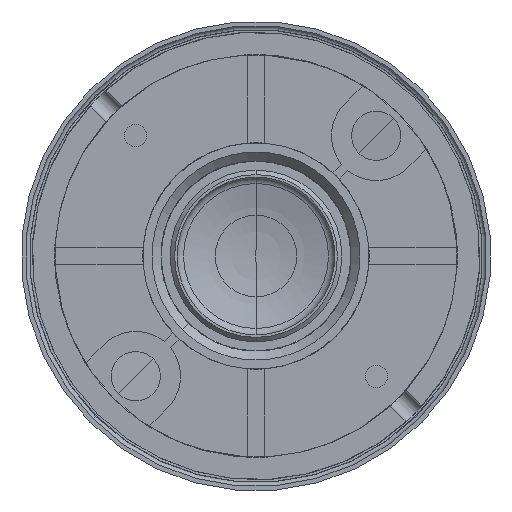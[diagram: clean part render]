
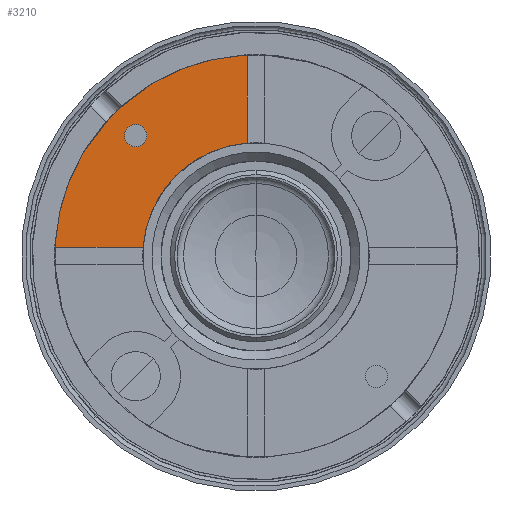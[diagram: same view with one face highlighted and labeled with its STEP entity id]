
A CAD part, front view. The second image highlights one B-rep face of the part: STEP entity #3210.
In plain terms, the highlighted planar face has unit normal (0, -1, 0).
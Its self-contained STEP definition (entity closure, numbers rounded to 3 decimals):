
#43 = DIRECTION ( 'NONE',  ( 1., 0., 0. ) ) ;
#108 = ORIENTED_EDGE ( 'NONE', *, *, #490, .F. ) ;
#285 = CARTESIAN_POINT ( 'NONE',  ( -19.248, 4., -16.42 ) ) ;
#407 = VERTEX_POINT ( 'NONE', #7338 ) ;
#490 = EDGE_CURVE ( 'NONE', #1227, #2870, #10561, .T. ) ;
#578 = CARTESIAN_POINT ( 'NONE',  ( -38., 4., 0. ) ) ;
#822 = ORIENTED_EDGE ( 'NONE', *, *, #11627, .F. ) ;
#836 = EDGE_LOOP ( 'NONE', ( #4406, #3110 ) ) ;
#848 = DIRECTION ( 'NONE',  ( 0., 1., 0. ) ) ;
#887 = DIRECTION ( 'NONE',  ( 0., -1., 0. ) ) ;
#973 = DIRECTION ( 'NONE',  ( 0., 0., 1. ) ) ;
#1065 = CARTESIAN_POINT ( 'NONE',  ( -33.203, 4., 30.374 ) ) ;
#1148 = AXIS2_PLACEMENT_3D ( 'NONE', #9403, #3659, #973 ) ;
#1227 = VERTEX_POINT ( 'NONE', #5781 ) ;
#1612 = DIRECTION ( 'NONE',  ( 0., 0., 1. ) ) ;
#1730 = CIRCLE ( 'NONE', #1148, 2.5 ) ;
#1755 = VECTOR ( 'NONE', #9502, 1000. ) ;
#2630 = DIRECTION ( 'NONE',  ( 1., 0., 0. ) ) ;
#2765 = AXIS2_PLACEMENT_3D ( 'NONE', #7332, #848, #2630 ) ;
#2870 = VERTEX_POINT ( 'NONE', #1065 ) ;
#3029 = CIRCLE ( 'NONE', #7120, 25.3 ) ;
#3048 = EDGE_CURVE ( 'NONE', #407, #5959, #1730, .T. ) ;
#3110 = ORIENTED_EDGE ( 'NONE', *, *, #10792, .T. ) ;
#3178 = CARTESIAN_POINT ( 'NONE',  ( 0., 4., 0. ) ) ;
#3210 = ADVANCED_FACE ( 'NONE', ( #6040, #3964 ), #8672, .F. ) ;
#3240 = ORIENTED_EDGE ( 'NONE', *, *, #3588, .F. ) ;
#3588 = EDGE_CURVE ( 'NONE', #6503, #4163, #3029, .T. ) ;
#3659 = DIRECTION ( 'NONE',  ( 0., 1., 0. ) ) ;
#3964 = FACE_OUTER_BOUND ( 'NONE', #12038, .T. ) ;
#4163 = VERTEX_POINT ( 'NONE', #6545 ) ;
#4406 = ORIENTED_EDGE ( 'NONE', *, *, #3048, .T. ) ;
#5210 = DIRECTION ( 'NONE',  ( 0., 1., 0. ) ) ;
#5575 = CARTESIAN_POINT ( 'NONE',  ( -33.203, 4., 30.374 ) ) ;
#5781 = CARTESIAN_POINT ( 'NONE',  ( -33.203, 4., -30.374 ) ) ;
#5959 = VERTEX_POINT ( 'NONE', #8196 ) ;
#6034 = VECTOR ( 'NONE', #8403, 1000. ) ;
#6040 = FACE_BOUND ( 'NONE', #836, .T. ) ;
#6503 = VERTEX_POINT ( 'NONE', #11575 ) ;
#6545 = CARTESIAN_POINT ( 'NONE',  ( -19.248, 4., -16.42 ) ) ;
#6892 = DIRECTION ( 'NONE',  ( 0., 1., 0. ) ) ;
#7120 = AXIS2_PLACEMENT_3D ( 'NONE', #8416, #887, #43 ) ;
#7332 = CARTESIAN_POINT ( 'NONE',  ( 0., 4., 0. ) ) ;
#7338 = CARTESIAN_POINT ( 'NONE',  ( -38., 4., 2.5 ) ) ;
#8196 = CARTESIAN_POINT ( 'NONE',  ( -38., 4., -2.5 ) ) ;
#8403 = DIRECTION ( 'NONE',  ( 0.707, 0., -0.707 ) ) ;
#8416 = CARTESIAN_POINT ( 'NONE',  ( 0., 4., 0. ) ) ;
#8672 = PLANE ( 'NONE',  #9663 ) ;
#8728 = DIRECTION ( 'NONE',  ( 0., 0., 1. ) ) ;
#8963 = AXIS2_PLACEMENT_3D ( 'NONE', #578, #5210, #1612 ) ;
#9403 = CARTESIAN_POINT ( 'NONE',  ( -38., 4., 0. ) ) ;
#9502 = DIRECTION ( 'NONE',  ( -0.707, 0., -0.707 ) ) ;
#9602 = LINE ( 'NONE', #5575, #6034 ) ;
#9663 = AXIS2_PLACEMENT_3D ( 'NONE', #3178, #6892, #8728 ) ;
#9999 = EDGE_CURVE ( 'NONE', #2870, #6503, #9602, .T. ) ;
#10329 = CIRCLE ( 'NONE', #8963, 2.5 ) ;
#10561 = CIRCLE ( 'NONE', #2765, 45. ) ;
#10792 = EDGE_CURVE ( 'NONE', #5959, #407, #10329, .T. ) ;
#11392 = LINE ( 'NONE', #285, #1755 ) ;
#11575 = CARTESIAN_POINT ( 'NONE',  ( -19.248, 4., 16.42 ) ) ;
#11627 = EDGE_CURVE ( 'NONE', #4163, #1227, #11392, .T. ) ;
#12004 = ORIENTED_EDGE ( 'NONE', *, *, #9999, .F. ) ;
#12038 = EDGE_LOOP ( 'NONE', ( #822, #3240, #12004, #108 ) ) ;
